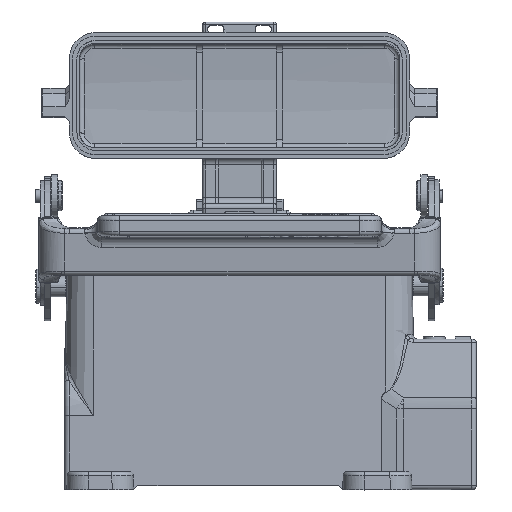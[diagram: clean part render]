
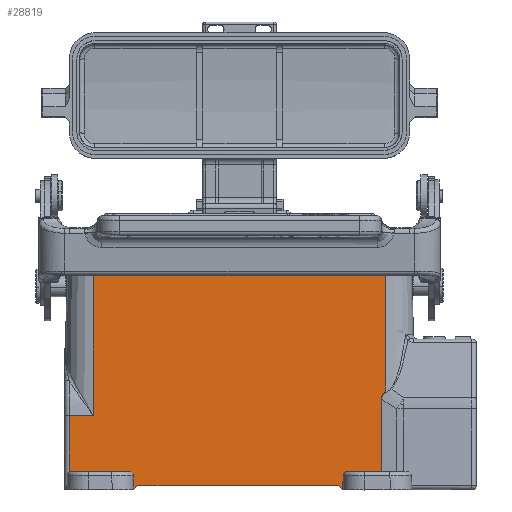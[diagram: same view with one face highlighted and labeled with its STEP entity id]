
A CAD part, top view. The second image highlights one B-rep face of the part: STEP entity #28819.
In plain terms, the highlighted planar face has unit normal (0, 0.018, 1).
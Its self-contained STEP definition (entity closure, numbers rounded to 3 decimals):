
#2373=DIRECTION('',(1.,0.,0.));
#2374=VECTOR('',#2373,46.6);
#2375=CARTESIAN_POINT('',(-23.6,-57.5,
15.727));
#2376=LINE('',#2375,#2374);
#2417=CARTESIAN_POINT('',(34.,-35.81,15.349));
#2418=CARTESIAN_POINT('',(33.912,-35.851,15.35));
#2419=CARTESIAN_POINT('',(33.748,-35.939,15.351));
#2420=CARTESIAN_POINT('',(33.536,-36.092,15.354));
#2421=CARTESIAN_POINT('',(33.357,-36.266,15.357));
#2422=CARTESIAN_POINT('',(33.21,-36.459,15.36));
#2423=CARTESIAN_POINT('',(33.095,-36.673,15.364));
#2424=CARTESIAN_POINT('',(33.009,-36.912,15.368));
#2425=CARTESIAN_POINT('',(32.954,-37.182,15.373));
#2426=CARTESIAN_POINT('',(32.941,-37.387,15.376));
#2427=CARTESIAN_POINT('',(32.941,-37.496,15.378));
#2429=DIRECTION('',(-1.,0.,0.));
#2430=VECTOR('',#2429,7.885);
#2431=CARTESIAN_POINT('',(32.941,-54.3,15.672));
#2432=LINE('',#2431,#2430);
#2433=CARTESIAN_POINT('',(25.056,-54.3,15.672));
#2434=CARTESIAN_POINT('',(24.949,-54.3,15.672));
#2435=CARTESIAN_POINT('',(24.746,-54.333,15.672));
#2436=CARTESIAN_POINT('',(24.464,-54.474,15.675));
#2437=CARTESIAN_POINT('',(24.241,-54.693,15.678));
#2438=CARTESIAN_POINT('',(24.094,-54.973,15.683));
#2439=CARTESIAN_POINT('',(24.058,-55.175,15.687));
#2440=CARTESIAN_POINT('',(24.056,-55.283,15.689));
#2442=DIRECTION('',(-0.017,-1.,0.017));
#2443=VECTOR('',#2442,3.218);
#2444=CARTESIAN_POINT('',(24.056,-55.283,15.689));
#2445=LINE('',#2444,#2443);
#2446=DIRECTION('',(-0.707,0.707,-0.012));
#2447=VECTOR('',#2446,1.414);
#2448=CARTESIAN_POINT('',(24.,-58.5,15.745));
#2449=LINE('',#2448,#2447);
#2450=DIRECTION('',(-0.707,-0.707,0.012));
#2451=VECTOR('',#2450,1.414);
#2452=CARTESIAN_POINT('',(-23.6,-57.5,
15.727));
#2453=LINE('',#2452,#2451);
#2454=DIRECTION('',(-0.017,1.,-0.017));
#2455=VECTOR('',#2454,3.218);
#2456=CARTESIAN_POINT('',(-24.6,-58.5,
15.745));
#2457=LINE('',#2456,#2455);
#2458=CARTESIAN_POINT('',(-24.656,-55.283,
15.689));
#2459=CARTESIAN_POINT('',(-24.658,-55.175,
15.687));
#2460=CARTESIAN_POINT('',(-24.694,-54.973,
15.683));
#2461=CARTESIAN_POINT('',(-24.841,-54.693,
15.678));
#2462=CARTESIAN_POINT('',(-25.064,-54.474,
15.675));
#2463=CARTESIAN_POINT('',(-25.346,-54.333,
15.672));
#2464=CARTESIAN_POINT('',(-25.549,-54.3,
15.672));
#2465=CARTESIAN_POINT('',(-25.656,-54.3,
15.672));
#2467=DIRECTION('',(-1.,0.,0.));
#2468=VECTOR('',#2467,13.388);
#2469=CARTESIAN_POINT('',(-25.656,-54.3,
15.672));
#2470=LINE('',#2469,#2468);
#2471=CARTESIAN_POINT('',(-39.044,-54.3,
15.672));
#2472=CARTESIAN_POINT('',(-39.111,-54.3,
15.672));
#2473=CARTESIAN_POINT('',(-39.243,-54.313,
15.672));
#2474=CARTESIAN_POINT('',(-39.428,-54.369,
15.673));
#2475=CARTESIAN_POINT('',(-39.544,-54.431,
15.674));
#2476=CARTESIAN_POINT('',(-39.6,-54.469,
15.675));
#2502=DIRECTION('',(0.,1.,-0.017));
#2503=VECTOR('',#2502,33.824);
#2504=CARTESIAN_POINT('',(34.,-35.81,15.349));
#2505=LINE('',#2504,#2503);
#10993=DIRECTION('',(-1.,0.,0.));
#10994=VECTOR('',#10993,68.);
#10995=CARTESIAN_POINT('',(34.,-1.991,
14.759));
#10996=LINE('',#10995,#10994);
#11103=DIRECTION('',(0.,-1.,0.017));
#11104=VECTOR('',#11103,39.245);
#11105=CARTESIAN_POINT('',(-34.,-1.991,
14.759));
#11106=LINE('',#11105,#11104);
#11137=DIRECTION('',(-1.,0.,0.));
#11138=VECTOR('',#11137,5.6);
#11139=CARTESIAN_POINT('',(-34.,-41.23,
15.443));
#11140=LINE('',#11139,#11138);
#11221=DIRECTION('',(0.,-1.,0.017));
#11222=VECTOR('',#11221,13.24);
#11223=CARTESIAN_POINT('',(-39.6,-41.23,15.443));
#11224=LINE('',#11223,#11222);
#18176=DIRECTION('',(0.,1.,-0.017));
#18177=VECTOR('',#18176,16.807);
#18178=CARTESIAN_POINT('',(32.941,-54.3,
15.672));
#18179=LINE('',#18178,#18177);
#21985=CARTESIAN_POINT('',(23.,-57.5,
15.727));
#21986=VERTEX_POINT('',#21985);
#21987=CARTESIAN_POINT('',(24.,-58.5,
15.745));
#21988=VERTEX_POINT('',#21987);
#21989=CARTESIAN_POINT('',(-23.6,-57.5,
15.727));
#21990=VERTEX_POINT('',#21989);
#22000=CARTESIAN_POINT('',(34.,-35.81,
15.349));
#22001=CARTESIAN_POINT('',(34.,-1.991,
14.759));
#22002=VERTEX_POINT('',#22000);
#22003=VERTEX_POINT('',#22001);
#22004=VERTEX_POINT('',#2427);
#22005=CARTESIAN_POINT('',(32.941,-54.3,
15.672));
#22006=VERTEX_POINT('',#22005);
#22007=CARTESIAN_POINT('',(25.056,-54.3,
15.672));
#22008=VERTEX_POINT('',#22007);
#22009=VERTEX_POINT('',#2440);
#22010=CARTESIAN_POINT('',(-24.6,-58.5,
15.745));
#22011=VERTEX_POINT('',#22010);
#22012=CARTESIAN_POINT('',(-24.656,-55.283,
15.689));
#22013=VERTEX_POINT('',#22012);
#22014=VERTEX_POINT('',#2465);
#22015=CARTESIAN_POINT('',(-39.044,-54.3,
15.672));
#22016=VERTEX_POINT('',#22015);
#22017=VERTEX_POINT('',#2476);
#22018=CARTESIAN_POINT('',(-39.6,-41.23,15.443));
#22019=VERTEX_POINT('',#22018);
#22020=CARTESIAN_POINT('',(-34.,-41.23,
15.443));
#22021=VERTEX_POINT('',#22020);
#22022=CARTESIAN_POINT('',(-34.,-1.991,
14.759));
#22023=VERTEX_POINT('',#22022);
#28780=CARTESIAN_POINT('',(-2.8,-30.246,
15.252));
#28781=DIRECTION('',(0.,0.017,1.));
#28782=DIRECTION('',(0.,-1.,0.017));
#28783=AXIS2_PLACEMENT_3D('',#28780,#28781,#28782);
#28784=PLANE('',#28783);
#28786=ORIENTED_EDGE('',*,*,#28785,.F.);
#28788=ORIENTED_EDGE('',*,*,#28787,.T.);
#28790=ORIENTED_EDGE('',*,*,#28789,.F.);
#28792=ORIENTED_EDGE('',*,*,#28791,.T.);
#28794=ORIENTED_EDGE('',*,*,#28793,.T.);
#28796=ORIENTED_EDGE('',*,*,#28795,.T.);
#28797=ORIENTED_EDGE('',*,*,#28746,.T.);
#28798=ORIENTED_EDGE('',*,*,#28759,.F.);
#28800=ORIENTED_EDGE('',*,*,#28799,.T.);
#28802=ORIENTED_EDGE('',*,*,#28801,.T.);
#28804=ORIENTED_EDGE('',*,*,#28803,.T.);
#28806=ORIENTED_EDGE('',*,*,#28805,.T.);
#28808=ORIENTED_EDGE('',*,*,#28807,.T.);
#28810=ORIENTED_EDGE('',*,*,#28809,.F.);
#28812=ORIENTED_EDGE('',*,*,#28811,.F.);
#28814=ORIENTED_EDGE('',*,*,#28813,.F.);
#28816=ORIENTED_EDGE('',*,*,#28815,.F.);
#28817=EDGE_LOOP('',(#28786,#28788,#28790,#28792,#28794,#28796,#28797,#28798,
#28800,#28802,#28804,#28806,#28808,#28810,#28812,#28814,#28816));
#28818=FACE_OUTER_BOUND('',#28817,.F.);
#28819=ADVANCED_FACE('',(#28818),#28784,.T.);
#2428=B_SPLINE_CURVE_WITH_KNOTS('',3,(#2417,#2418,#2419,#2420,#2421,#2422,#2423,
#2424,#2425,#2426,#2427),.UNSPECIFIED.,.F.,.F.,(4,1,1,1,1,1,1,1,4),(0.,
0.125,0.25,0.375,0.5,0.625,0.75,0.875,1.),.UNSPECIFIED.);
#2441=B_SPLINE_CURVE_WITH_KNOTS('',3,(#2433,#2434,#2435,#2436,#2437,#2438,#2439,
#2440),.UNSPECIFIED.,.F.,.F.,(4,1,1,1,1,4),(0.,0.2,0.4,0.6,0.8,1.),
.UNSPECIFIED.);
#2466=B_SPLINE_CURVE_WITH_KNOTS('',3,(#2458,#2459,#2460,#2461,#2462,#2463,#2464,
#2465),.UNSPECIFIED.,.F.,.F.,(4,1,1,1,1,4),(0.,0.2,0.4,0.6,0.8,1.),
.UNSPECIFIED.);
#2477=B_SPLINE_CURVE_WITH_KNOTS('',3,(#2471,#2472,#2473,#2474,#2475,#2476),
.UNSPECIFIED.,.F.,.F.,(4,1,1,4),(0.,0.333,0.667,1.),
.UNSPECIFIED.);
#28746=EDGE_CURVE('',#21988,#21986,#2449,.T.);
#28759=EDGE_CURVE('',#21990,#21986,#2376,.T.);
#28785=EDGE_CURVE('',#22002,#22003,#2505,.T.);
#28787=EDGE_CURVE('',#22002,#22004,#2428,.T.);
#28789=EDGE_CURVE('',#22006,#22004,#18179,.T.);
#28791=EDGE_CURVE('',#22006,#22008,#2432,.T.);
#28793=EDGE_CURVE('',#22008,#22009,#2441,.T.);
#28795=EDGE_CURVE('',#22009,#21988,#2445,.T.);
#28799=EDGE_CURVE('',#21990,#22011,#2453,.T.);
#28801=EDGE_CURVE('',#22011,#22013,#2457,.T.);
#28803=EDGE_CURVE('',#22013,#22014,#2466,.T.);
#28805=EDGE_CURVE('',#22014,#22016,#2470,.T.);
#28807=EDGE_CURVE('',#22016,#22017,#2477,.T.);
#28809=EDGE_CURVE('',#22019,#22017,#11224,.T.);
#28811=EDGE_CURVE('',#22021,#22019,#11140,.T.);
#28813=EDGE_CURVE('',#22023,#22021,#11106,.T.);
#28815=EDGE_CURVE('',#22003,#22023,#10996,.T.);
